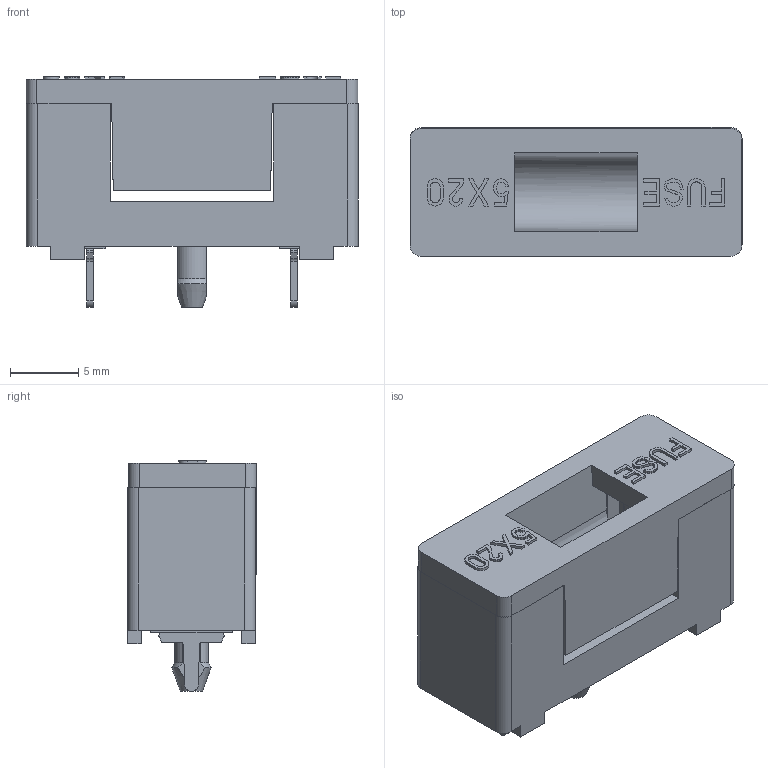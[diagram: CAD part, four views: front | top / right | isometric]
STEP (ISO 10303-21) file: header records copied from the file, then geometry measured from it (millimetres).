
FILE_DESCRIPTION(('FreeCAD Model'),'2;1');
FILE_NAME('Open CASCADE Shape Model','2021-05-11T21:08:10',('Author'),( ''),'Open CASCADE STEP processor 7.5','FreeCAD','Unknown');
FILE_SCHEMA(('AUTOMOTIVE_DESIGN { 1 0 10303 214 1 1 1 1 }'));
Length unit declared in the file: millimetre
Products named in the file (1): SimpleAssemblyShape
Bounding box: 24.41 x 9.48 x 16.98 mm (x, y, z)
Volume: 1651.8 mm3; surface area: 2735.2 mm2
Topology: 2 solids, 2 shells, 408 faces, 1170 edges, 780 vertices
Faces by surface type: plane 357, cylinder 47, cone 4
Entity records: 13741 total; most frequent: CARTESIAN_POINT 2950, ORIENTED_EDGE 2340, DIRECTION 2070, EDGE_CURVE 1170, LINE 1060, VECTOR 1060, VERTEX_POINT 780, AXIS2_PLACEMENT_3D 505
